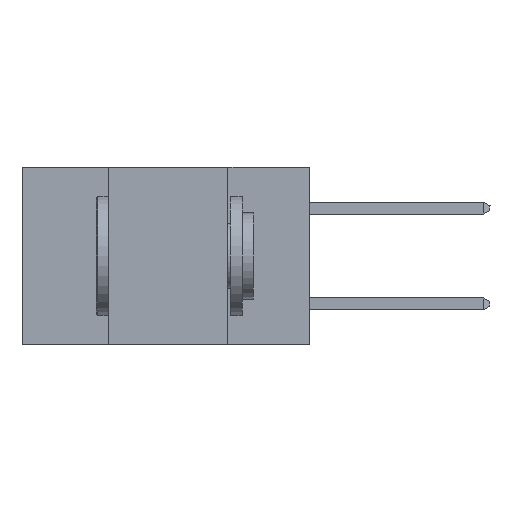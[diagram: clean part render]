
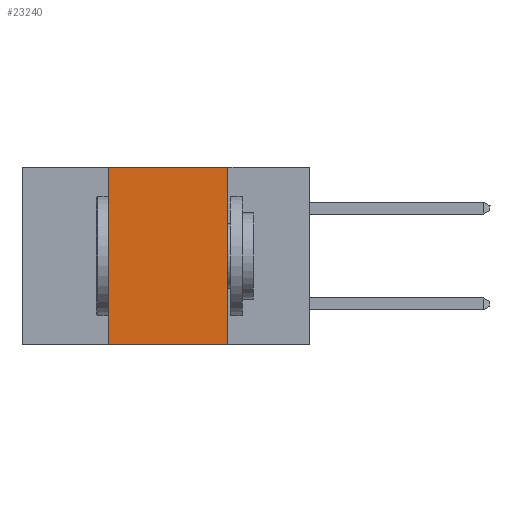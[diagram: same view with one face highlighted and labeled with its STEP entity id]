
A CAD part, left-side view. The second image highlights one B-rep face of the part: STEP entity #23240.
In plain terms, the highlighted planar face has unit normal (-1, 0, 0).
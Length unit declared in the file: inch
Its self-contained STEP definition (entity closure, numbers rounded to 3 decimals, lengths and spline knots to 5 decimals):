
#395 = LINE ( 'NONE', #9319, #35351 ) ;
#1767 = DIRECTION ( 'NONE',  ( 0., 0., 1. ) ) ;
#1850 = DIRECTION ( 'NONE',  ( 1., 0., 0. ) ) ;
#5383 = CARTESIAN_POINT ( 'NONE',  ( 0., 0.6, -0.37 ) ) ;
#7699 = ORIENTED_EDGE ( 'NONE', *, *, #21583, .F. ) ;
#8186 = AXIS2_PLACEMENT_3D ( 'NONE', #20043, #1850, #14040 ) ;
#9319 = CARTESIAN_POINT ( 'NONE',  ( 0., 0.17, 0. ) ) ;
#12801 = ORIENTED_EDGE ( 'NONE', *, *, #35762, .T. ) ;
#12859 = VERTEX_POINT ( 'NONE', #19269 ) ;
#13223 = EDGE_CURVE ( 'NONE', #12859, #32690, #17089, .T. ) ;
#13755 = EDGE_CURVE ( 'NONE', #32690, #25407, #39549, .T. ) ;
#14040 = DIRECTION ( 'NONE',  ( 0., 0., -1. ) ) ;
#14726 = VECTOR ( 'NONE', #1767, 39.37008 ) ;
#15747 = VECTOR ( 'NONE', #19892, 39.37008 ) ;
#16880 = CARTESIAN_POINT ( 'NONE',  ( 0., 0.42, 0. ) ) ;
#17089 = LINE ( 'NONE', #16880, #14726 ) ;
#17174 = EDGE_LOOP ( 'NONE', ( #7699, #39596, #39074, #12801 ) ) ;
#19269 = CARTESIAN_POINT ( 'NONE',  ( 0., 0.42, -0.37 ) ) ;
#19892 = DIRECTION ( 'NONE',  ( 0., -1., 0. ) ) ;
#20043 = CARTESIAN_POINT ( 'NONE',  ( 0., 0.6, 0. ) ) ;
#21583 = EDGE_CURVE ( 'NONE', #25407, #35130, #395, .T. ) ;
#21586 = DIRECTION ( 'NONE',  ( 0., 0., -1. ) ) ;
#23240 = ADVANCED_FACE ( 'NONE', ( #31343 ), #38373, .F. ) ;
#24222 = DIRECTION ( 'NONE',  ( 0., -1., 0. ) ) ;
#24372 = LINE ( 'NONE', #5383, #15747 ) ;
#25407 = VERTEX_POINT ( 'NONE', #30026 ) ;
#27764 = CARTESIAN_POINT ( 'NONE',  ( 0., 0.42, 0. ) ) ;
#30026 = CARTESIAN_POINT ( 'NONE',  ( 0., 0.17, 0. ) ) ;
#31343 = FACE_OUTER_BOUND ( 'NONE', #17174, .T. ) ;
#32690 = VERTEX_POINT ( 'NONE', #27764 ) ;
#33324 = CARTESIAN_POINT ( 'NONE',  ( 0., 0.6, 0. ) ) ;
#34764 = VECTOR ( 'NONE', #24222, 39.37008 ) ;
#35130 = VERTEX_POINT ( 'NONE', #36186 ) ;
#35351 = VECTOR ( 'NONE', #21586, 39.37008 ) ;
#35762 = EDGE_CURVE ( 'NONE', #12859, #35130, #24372, .T. ) ;
#36186 = CARTESIAN_POINT ( 'NONE',  ( 0., 0.17, -0.37 ) ) ;
#38373 = PLANE ( 'NONE',  #8186 ) ;
#39074 = ORIENTED_EDGE ( 'NONE', *, *, #13223, .F. ) ;
#39549 = LINE ( 'NONE', #33324, #34764 ) ;
#39596 = ORIENTED_EDGE ( 'NONE', *, *, #13755, .F. ) ;
